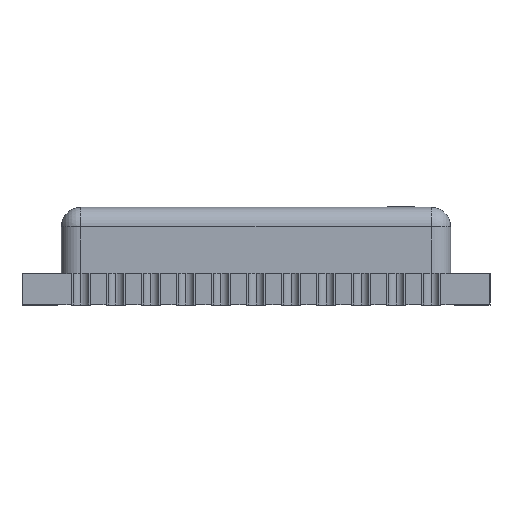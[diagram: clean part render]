
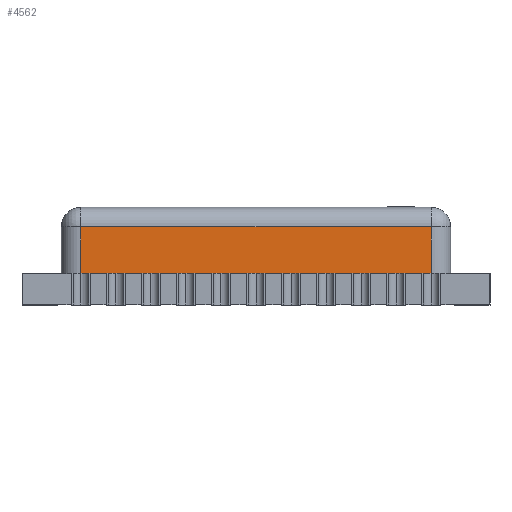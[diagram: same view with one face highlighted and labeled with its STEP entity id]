
A CAD part, left-side view. The second image highlights one B-rep face of the part: STEP entity #4562.
In plain terms, the highlighted planar face has unit normal (-1, 0, 0).
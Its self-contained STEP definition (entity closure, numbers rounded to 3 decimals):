
#1391 = VERTEX_POINT ( 'NONE', #32735 ) ;
#1764 = DIRECTION ( 'NONE',  ( 0., 1., 0. ) ) ;
#2820 = ORIENTED_EDGE ( 'NONE', *, *, #15075, .T. ) ;
#3211 = CARTESIAN_POINT ( 'NONE',  ( -5., 5., 2. ) ) ;
#3781 = PLANE ( 'NONE',  #9624 ) ;
#4036 = CARTESIAN_POINT ( 'NONE',  ( -5., 4.5, 0.8 ) ) ;
#4502 = DIRECTION ( 'NONE',  ( 0., 0., -1. ) ) ;
#4562 = ADVANCED_FACE ( 'NONE', ( #11694 ), #3781, .F. ) ;
#5356 = VERTEX_POINT ( 'NONE', #22894 ) ;
#7180 = EDGE_CURVE ( 'NONE', #25788, #28123, #8135, .T. ) ;
#7925 = DIRECTION ( 'NONE',  ( 0., 1., 0. ) ) ;
#8135 = LINE ( 'NONE', #13194, #21653 ) ;
#9459 = EDGE_CURVE ( 'NONE', #5356, #1391, #31652, .T. ) ;
#9624 = AXIS2_PLACEMENT_3D ( 'NONE', #32185, #24415, #1764 ) ;
#9669 = EDGE_CURVE ( 'NONE', #1391, #25788, #26221, .T. ) ;
#9686 = ORIENTED_EDGE ( 'NONE', *, *, #7180, .T. ) ;
#10206 = CARTESIAN_POINT ( 'NONE',  ( -5., 4.5, 2. ) ) ;
#11694 = FACE_OUTER_BOUND ( 'NONE', #20234, .T. ) ;
#11964 = VECTOR ( 'NONE', #7925, 1000. ) ;
#13194 = CARTESIAN_POINT ( 'NONE',  ( -5., 4.5, 2.5 ) ) ;
#15075 = EDGE_CURVE ( 'NONE', #28123, #5356, #20138, .T. ) ;
#17034 = ORIENTED_EDGE ( 'NONE', *, *, #9459, .T. ) ;
#19543 = CARTESIAN_POINT ( 'NONE',  ( -5., -4.5, 2.5 ) ) ;
#20138 = LINE ( 'NONE', #20489, #26706 ) ;
#20234 = EDGE_LOOP ( 'NONE', ( #26658, #9686, #2820, #17034 ) ) ;
#20489 = CARTESIAN_POINT ( 'NONE',  ( -5., 5., 0.8 ) ) ;
#21653 = VECTOR ( 'NONE', #4502, 1000. ) ;
#22894 = CARTESIAN_POINT ( 'NONE',  ( -5., -4.5, 0.8 ) ) ;
#24415 = DIRECTION ( 'NONE',  ( 1., 0., 0. ) ) ;
#25788 = VERTEX_POINT ( 'NONE', #10206 ) ;
#26221 = LINE ( 'NONE', #3211, #11964 ) ;
#26658 = ORIENTED_EDGE ( 'NONE', *, *, #9669, .T. ) ;
#26706 = VECTOR ( 'NONE', #30749, 1000. ) ;
#27989 = VECTOR ( 'NONE', #29460, 1000. ) ;
#28123 = VERTEX_POINT ( 'NONE', #4036 ) ;
#29460 = DIRECTION ( 'NONE',  ( 0., 0., 1. ) ) ;
#30749 = DIRECTION ( 'NONE',  ( 0., -1., 0. ) ) ;
#31652 = LINE ( 'NONE', #19543, #27989 ) ;
#32185 = CARTESIAN_POINT ( 'NONE',  ( -5., 5., 2.5 ) ) ;
#32735 = CARTESIAN_POINT ( 'NONE',  ( -5., -4.5, 2. ) ) ;
